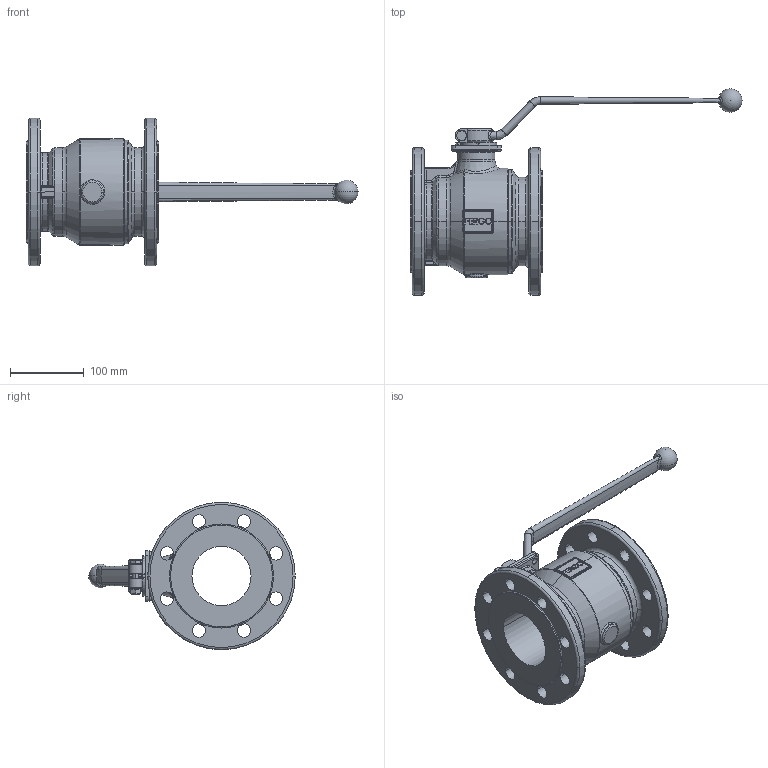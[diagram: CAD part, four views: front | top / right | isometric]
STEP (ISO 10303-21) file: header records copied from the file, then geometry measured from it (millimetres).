
FILE_DESCRIPTION (( 'STEP AP214' ), '1' );
FILE_NAME ('KH121-kugelhahn-DN80-PN16-Handhebel-Fergo.STEP', '2022-10-26T12:07:46', ( '' ), ( '' ), 'SwSTEP 2.0', 'SolidWorks 2022', '' );
FILE_SCHEMA (( 'AUTOMOTIVE_DESIGN' ));
Length unit declared in the file: millimetre
Products named in the file (1): KH121-kugelhahn-DN80-PN16-Handhebel-Fergo
Bounding box: 450 x 279.95 x 200 mm (x, y, z)
Volume: 2306615 mm3; surface area: 278700.6 mm2
Topology: 3 solids, 3 shells, 904 faces, 2399 edges, 1521 vertices
Faces by surface type: bspline 292, cylinder 228, plane 225, torus 77, cone 72, sphere 10
Entity records: 42183 total; most frequent: CARTESIAN_POINT 22133, ORIENTED_EDGE 4768, DIRECTION 3215, EDGE_CURVE 2384, VERTEX_POINT 1518, AXIS2_PLACEMENT_3D 1222, EDGE_LOOP 1010, FACE_OUTER_BOUND 904
